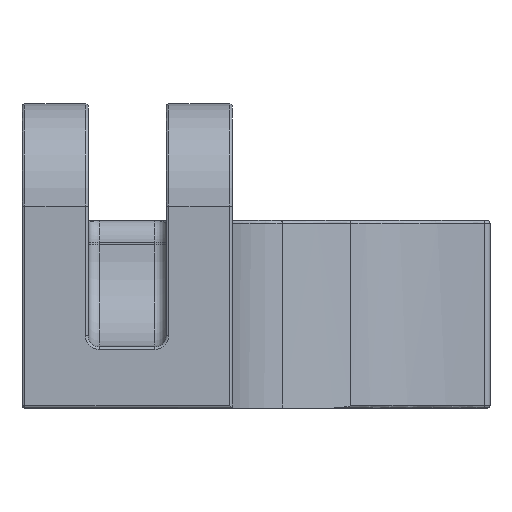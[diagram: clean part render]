
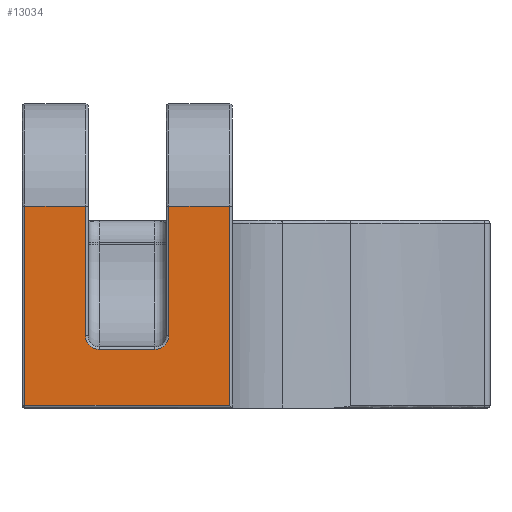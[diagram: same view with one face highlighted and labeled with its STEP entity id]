
A CAD part, front view. The second image highlights one B-rep face of the part: STEP entity #13034.
In plain terms, the highlighted planar face has unit normal (0, -1, 0).
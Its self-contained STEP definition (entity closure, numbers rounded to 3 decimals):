
#384 = ORIENTED_EDGE ( 'NONE', *, *, #17629, .T. ) ;
#604 = EDGE_CURVE ( 'NONE', #35307, #34196, #6394, .T. ) ;
#733 = ORIENTED_EDGE ( 'NONE', *, *, #24165, .T. ) ;
#931 = AXIS2_PLACEMENT_3D ( 'NONE', #22599, #25456, #22836 ) ;
#951 = VERTEX_POINT ( 'NONE', #27976 ) ;
#2065 = EDGE_LOOP ( 'NONE', ( #9903, #18130, #33664, #10668, #14533, #4283, #733, #384, #15267, #10885 ) ) ;
#2086 = DIRECTION ( 'NONE',  ( 0., 0., -1. ) ) ;
#2276 = VERTEX_POINT ( 'NONE', #21742 ) ;
#3064 = DIRECTION ( 'NONE',  ( -1., 0., 0. ) ) ;
#3338 = EDGE_CURVE ( 'NONE', #13693, #32970, #12733, .T. ) ;
#3710 = CARTESIAN_POINT ( 'NONE',  ( -46.946, -20.683, 8.111 ) ) ;
#3882 = DIRECTION ( 'NONE',  ( 0., 1., 0. ) ) ;
#4283 = ORIENTED_EDGE ( 'NONE', *, *, #5499, .T. ) ;
#4511 = LINE ( 'NONE', #33083, #13040 ) ;
#4857 = CARTESIAN_POINT ( 'NONE',  ( -13.952, -20.683, 8.111 ) ) ;
#4911 = CARTESIAN_POINT ( 'NONE',  ( -33.896, -20.683, -3.639 ) ) ;
#4969 = DIRECTION ( 'NONE',  ( 0., 0., 1. ) ) ;
#5477 = VECTOR ( 'NONE', #32882, 1000. ) ;
#5499 = EDGE_CURVE ( 'NONE', #951, #5694, #28832, .T. ) ;
#5522 = LINE ( 'NONE', #9237, #28550 ) ;
#5673 = CIRCLE ( 'NONE', #931, 1.25 ) ;
#5694 = VERTEX_POINT ( 'NONE', #29509 ) ;
#5889 = CARTESIAN_POINT ( 'NONE',  ( -13.952, -20.683, 8.111 ) ) ;
#6377 = CARTESIAN_POINT ( 'NONE',  ( -41.446, -20.683, 6.81 ) ) ;
#6394 = LINE ( 'NONE', #34672, #34565 ) ;
#6800 = VERTEX_POINT ( 'NONE', #23987 ) ;
#7071 = DIRECTION ( 'NONE',  ( -1., 0., 0. ) ) ;
#7159 = VERTEX_POINT ( 'NONE', #3710 ) ;
#7425 = CARTESIAN_POINT ( 'NONE',  ( -13.952, -20.683, 6.81 ) ) ;
#7592 = DIRECTION ( 'NONE',  ( -1., 0., 0. ) ) ;
#7878 = LINE ( 'NONE', #5889, #10908 ) ;
#9237 = CARTESIAN_POINT ( 'NONE',  ( -13.952, -20.683, -9.94 ) ) ;
#9903 = ORIENTED_EDGE ( 'NONE', *, *, #26062, .T. ) ;
#10668 = ORIENTED_EDGE ( 'NONE', *, *, #604, .T. ) ;
#10885 = ORIENTED_EDGE ( 'NONE', *, *, #3338, .T. ) ;
#10908 = VECTOR ( 'NONE', #3064, 1000. ) ;
#11156 = EDGE_CURVE ( 'NONE', #24123, #13693, #17861, .T. ) ;
#11408 = AXIS2_PLACEMENT_3D ( 'NONE', #7425, #15548, #7071 ) ;
#12733 = LINE ( 'NONE', #6377, #5477 ) ;
#12822 = LINE ( 'NONE', #4857, #26460 ) ;
#13034 = ADVANCED_FACE ( 'NONE', ( #31004 ), #28886, .F. ) ;
#13040 = VECTOR ( 'NONE', #19556, 1000. ) ;
#13693 = VERTEX_POINT ( 'NONE', #14498 ) ;
#13960 = EDGE_CURVE ( 'NONE', #7159, #2276, #4511, .T. ) ;
#14498 = CARTESIAN_POINT ( 'NONE',  ( -41.446, -20.683, -3.639 ) ) ;
#14533 = ORIENTED_EDGE ( 'NONE', *, *, #32318, .T. ) ;
#14965 = DIRECTION ( 'NONE',  ( -1., 0., 0. ) ) ;
#15267 = ORIENTED_EDGE ( 'NONE', *, *, #11156, .T. ) ;
#15548 = DIRECTION ( 'NONE',  ( 0., 1., 0. ) ) ;
#17318 = VECTOR ( 'NONE', #2086, 1000. ) ;
#17629 = EDGE_CURVE ( 'NONE', #6800, #24123, #30006, .T. ) ;
#17861 = CIRCLE ( 'NONE', #24400, 1.25 ) ;
#18130 = ORIENTED_EDGE ( 'NONE', *, *, #13960, .T. ) ;
#19556 = DIRECTION ( 'NONE',  ( 0., 0., -1. ) ) ;
#20653 = CARTESIAN_POINT ( 'NONE',  ( -40.196, -20.683, -3.639 ) ) ;
#20946 = CARTESIAN_POINT ( 'NONE',  ( -41.446, -20.683, 8.111 ) ) ;
#20975 = CARTESIAN_POINT ( 'NONE',  ( -13.952, -20.683, -4.889 ) ) ;
#21742 = CARTESIAN_POINT ( 'NONE',  ( -46.946, -20.683, -9.94 ) ) ;
#22599 = CARTESIAN_POINT ( 'NONE',  ( -35.146, -20.683, -3.639 ) ) ;
#22836 = DIRECTION ( 'NONE',  ( -1., 0., 0. ) ) ;
#23478 = DIRECTION ( 'NONE',  ( -1., 0., 0. ) ) ;
#23987 = CARTESIAN_POINT ( 'NONE',  ( -35.146, -20.683, -4.889 ) ) ;
#24123 = VERTEX_POINT ( 'NONE', #28196 ) ;
#24165 = EDGE_CURVE ( 'NONE', #5694, #6800, #5673, .T. ) ;
#24400 = AXIS2_PLACEMENT_3D ( 'NONE', #20653, #3882, #14965 ) ;
#25456 = DIRECTION ( 'NONE',  ( 0., 1., 0. ) ) ;
#26062 = EDGE_CURVE ( 'NONE', #32970, #7159, #12822, .T. ) ;
#26460 = VECTOR ( 'NONE', #7592, 1000. ) ;
#27119 = CARTESIAN_POINT ( 'NONE',  ( -28.396, -20.683, -9.94 ) ) ;
#27178 = EDGE_CURVE ( 'NONE', #2276, #35307, #5522, .T. ) ;
#27439 = VECTOR ( 'NONE', #23478, 1000. ) ;
#27976 = CARTESIAN_POINT ( 'NONE',  ( -33.896, -20.683, 8.111 ) ) ;
#28196 = CARTESIAN_POINT ( 'NONE',  ( -40.196, -20.683, -4.889 ) ) ;
#28409 = DIRECTION ( 'NONE',  ( 1., 0., 0. ) ) ;
#28550 = VECTOR ( 'NONE', #28409, 1000. ) ;
#28832 = LINE ( 'NONE', #4911, #17318 ) ;
#28886 = PLANE ( 'NONE',  #11408 ) ;
#29509 = CARTESIAN_POINT ( 'NONE',  ( -33.896, -20.683, -3.639 ) ) ;
#30006 = LINE ( 'NONE', #20975, #27439 ) ;
#31004 = FACE_OUTER_BOUND ( 'NONE', #2065, .T. ) ;
#32318 = EDGE_CURVE ( 'NONE', #34196, #951, #7878, .T. ) ;
#32882 = DIRECTION ( 'NONE',  ( 0., 0., 1. ) ) ;
#32970 = VERTEX_POINT ( 'NONE', #20946 ) ;
#33083 = CARTESIAN_POINT ( 'NONE',  ( -46.946, -20.683, 6.81 ) ) ;
#33317 = CARTESIAN_POINT ( 'NONE',  ( -28.396, -20.683, 8.111 ) ) ;
#33664 = ORIENTED_EDGE ( 'NONE', *, *, #27178, .T. ) ;
#34196 = VERTEX_POINT ( 'NONE', #33317 ) ;
#34565 = VECTOR ( 'NONE', #4969, 1000. ) ;
#34672 = CARTESIAN_POINT ( 'NONE',  ( -28.396, -20.683, 8.111 ) ) ;
#35307 = VERTEX_POINT ( 'NONE', #27119 ) ;
